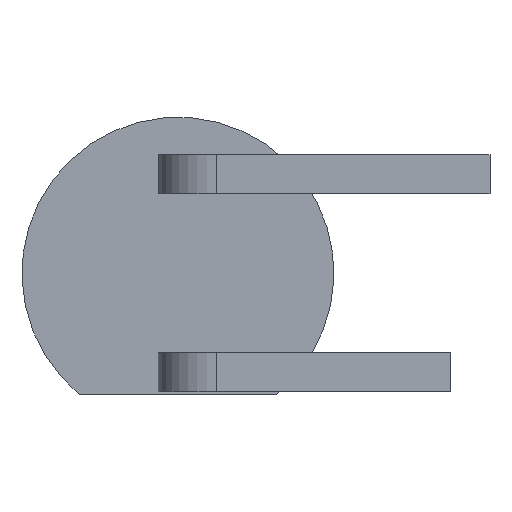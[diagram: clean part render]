
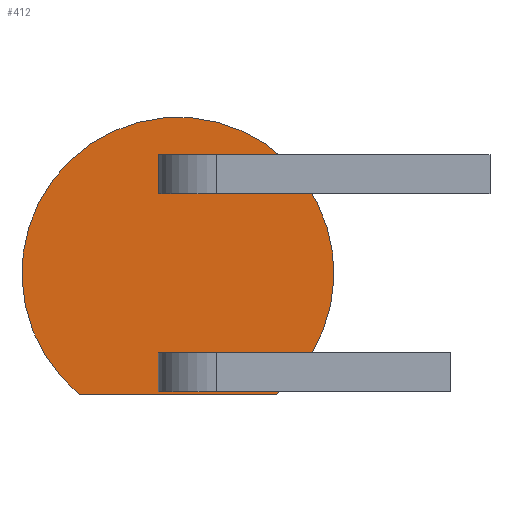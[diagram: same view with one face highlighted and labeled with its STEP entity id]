
A CAD part, front view. The second image highlights one B-rep face of the part: STEP entity #412.
In plain terms, the highlighted planar face has unit normal (0, -1, 0).
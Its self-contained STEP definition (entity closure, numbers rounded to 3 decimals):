
#52 = EDGE_LOOP ( 'NONE', ( #656, #659, #657, #658 ) ) ;
#53 = EDGE_LOOP ( 'NONE', ( #660, #662, #661, #663 ) ) ;
#54 = EDGE_LOOP ( 'NONE', ( #666, #665 ) ) ;
#151 = FACE_OUTER_BOUND ( 'NONE', #54, .T. ) ;
#153 = FACE_BOUND ( 'NONE', #53, .T. ) ;
#159 = FACE_BOUND ( 'NONE', #52, .T. ) ;
#177 = AXIS2_PLACEMENT_3D ( 'NONE', #389, #390, #391 ) ;
#259 = AXIS2_PLACEMENT_3D ( 'NONE', #933, #940, #941 ) ;
#260 = VECTOR ( 'NONE', #939, 1000. ) ;
#261 = VECTOR ( 'NONE', #945, 1000. ) ;
#262 = VECTOR ( 'NONE', #948, 1000. ) ;
#263 = VECTOR ( 'NONE', #951, 1000. ) ;
#264 = VECTOR ( 'NONE', #954, 1000. ) ;
#265 = VECTOR ( 'NONE', #957, 1000. ) ;
#266 = VECTOR ( 'NONE', #960, 1000. ) ;
#267 = VECTOR ( 'NONE', #963, 1000. ) ;
#269 = VECTOR ( 'NONE', #966, 1000. ) ;
#350 = VERTEX_POINT ( 'NONE', #573 ) ;
#388 = PLANE ( 'NONE',  #177 ) ;
#389 = CARTESIAN_POINT ( 'NONE',  ( 0., 0., 0. ) ) ;
#390 = DIRECTION ( 'NONE',  ( 0., 1., 0. ) ) ;
#391 = DIRECTION ( 'NONE',  ( 0., 0., 1. ) ) ;
#412 = ADVANCED_FACE ( 'NONE', ( #159, #153, #151 ), #388, .F. ) ;
#435 = EDGE_CURVE ( 'NONE', #526, #350, #937, .T. ) ;
#436 = EDGE_CURVE ( 'NONE', #526, #350, #513, .T. ) ;
#437 = EDGE_CURVE ( 'NONE', #532, #530, #943, .T. ) ;
#438 = EDGE_CURVE ( 'NONE', #530, #528, #946, .T. ) ;
#439 = EDGE_CURVE ( 'NONE', #535, #532, #949, .T. ) ;
#440 = EDGE_CURVE ( 'NONE', #538, #536, #952, .T. ) ;
#441 = EDGE_CURVE ( 'NONE', #528, #535, #955, .T. ) ;
#442 = EDGE_CURVE ( 'NONE', #536, #537, #958, .T. ) ;
#443 = EDGE_CURVE ( 'NONE', #539, #538, #961, .T. ) ;
#444 = EDGE_CURVE ( 'NONE', #537, #539, #964, .T. ) ;
#513 = CIRCLE ( 'NONE', #259, 2. ) ;
#526 = VERTEX_POINT ( 'NONE', #1094 ) ;
#528 = VERTEX_POINT ( 'NONE', #1096 ) ;
#530 = VERTEX_POINT ( 'NONE', #1098 ) ;
#532 = VERTEX_POINT ( 'NONE', #1100 ) ;
#535 = VERTEX_POINT ( 'NONE', #1102 ) ;
#536 = VERTEX_POINT ( 'NONE', #1103 ) ;
#537 = VERTEX_POINT ( 'NONE', #1104 ) ;
#538 = VERTEX_POINT ( 'NONE', #1105 ) ;
#539 = VERTEX_POINT ( 'NONE', #1106 ) ;
#573 = CARTESIAN_POINT ( 'NONE',  ( 1.264, 0., -1.55 ) ) ;
#656 = ORIENTED_EDGE ( 'NONE', *, *, #438, .F. ) ;
#657 = ORIENTED_EDGE ( 'NONE', *, *, #439, .F. ) ;
#658 = ORIENTED_EDGE ( 'NONE', *, *, #441, .F. ) ;
#659 = ORIENTED_EDGE ( 'NONE', *, *, #437, .F. ) ;
#660 = ORIENTED_EDGE ( 'NONE', *, *, #442, .F. ) ;
#661 = ORIENTED_EDGE ( 'NONE', *, *, #443, .F. ) ;
#662 = ORIENTED_EDGE ( 'NONE', *, *, #440, .F. ) ;
#663 = ORIENTED_EDGE ( 'NONE', *, *, #444, .F. ) ;
#665 = ORIENTED_EDGE ( 'NONE', *, *, #436, .F. ) ;
#666 = ORIENTED_EDGE ( 'NONE', *, *, #435, .T. ) ;
#933 = CARTESIAN_POINT ( 'NONE',  ( 0., 0., 0. ) ) ;
#937 = LINE ( 'NONE', #938, #260 ) ;
#938 = CARTESIAN_POINT ( 'NONE',  ( -1.264, 0., -1.55 ) ) ;
#939 = DIRECTION ( 'NONE',  ( 1., 0., 0. ) ) ;
#940 = DIRECTION ( 'NONE',  ( 0., 1., 0. ) ) ;
#941 = DIRECTION ( 'NONE',  ( 0., 0., 1. ) ) ;
#943 = LINE ( 'NONE', #944, #261 ) ;
#944 = CARTESIAN_POINT ( 'NONE',  ( -0.252, 0., -1.02 ) ) ;
#945 = DIRECTION ( 'NONE',  ( -1., 0., 0. ) ) ;
#946 = LINE ( 'NONE', #947, #262 ) ;
#947 = CARTESIAN_POINT ( 'NONE',  ( -0.252, 0., -1.52 ) ) ;
#948 = DIRECTION ( 'NONE',  ( 0., 0., -1. ) ) ;
#949 = LINE ( 'NONE', #950, #263 ) ;
#950 = CARTESIAN_POINT ( 'NONE',  ( 0.252, 0., -1.52 ) ) ;
#951 = DIRECTION ( 'NONE',  ( 0., 0., 1. ) ) ;
#952 = LINE ( 'NONE', #953, #264 ) ;
#953 = CARTESIAN_POINT ( 'NONE',  ( -0.249, 0., 1.522 ) ) ;
#954 = DIRECTION ( 'NONE',  ( -1., 0., 0. ) ) ;
#955 = LINE ( 'NONE', #956, #265 ) ;
#956 = CARTESIAN_POINT ( 'NONE',  ( -0.252, 0., -1.52 ) ) ;
#957 = DIRECTION ( 'NONE',  ( 1., 0., 0. ) ) ;
#958 = LINE ( 'NONE', #959, #266 ) ;
#959 = CARTESIAN_POINT ( 'NONE',  ( -0.249, 0., 1.018 ) ) ;
#960 = DIRECTION ( 'NONE',  ( 0., 0., -1. ) ) ;
#961 = LINE ( 'NONE', #962, #267 ) ;
#962 = CARTESIAN_POINT ( 'NONE',  ( 0.249, 0., 1.018 ) ) ;
#963 = DIRECTION ( 'NONE',  ( 0., 0., 1. ) ) ;
#964 = LINE ( 'NONE', #965, #269 ) ;
#965 = CARTESIAN_POINT ( 'NONE',  ( -0.249, 0., 1.018 ) ) ;
#966 = DIRECTION ( 'NONE',  ( 1., 0., 0. ) ) ;
#1094 = CARTESIAN_POINT ( 'NONE',  ( -1.264, 0., -1.55 ) ) ;
#1096 = CARTESIAN_POINT ( 'NONE',  ( -0.252, 0., -1.52 ) ) ;
#1098 = CARTESIAN_POINT ( 'NONE',  ( -0.252, 0., -1.02 ) ) ;
#1100 = CARTESIAN_POINT ( 'NONE',  ( 0.252, 0., -1.02 ) ) ;
#1102 = CARTESIAN_POINT ( 'NONE',  ( 0.252, 0., -1.52 ) ) ;
#1103 = CARTESIAN_POINT ( 'NONE',  ( -0.249, 0., 1.522 ) ) ;
#1104 = CARTESIAN_POINT ( 'NONE',  ( -0.249, 0., 1.018 ) ) ;
#1105 = CARTESIAN_POINT ( 'NONE',  ( 0.249, 0., 1.522 ) ) ;
#1106 = CARTESIAN_POINT ( 'NONE',  ( 0.249, 0., 1.018 ) ) ;
